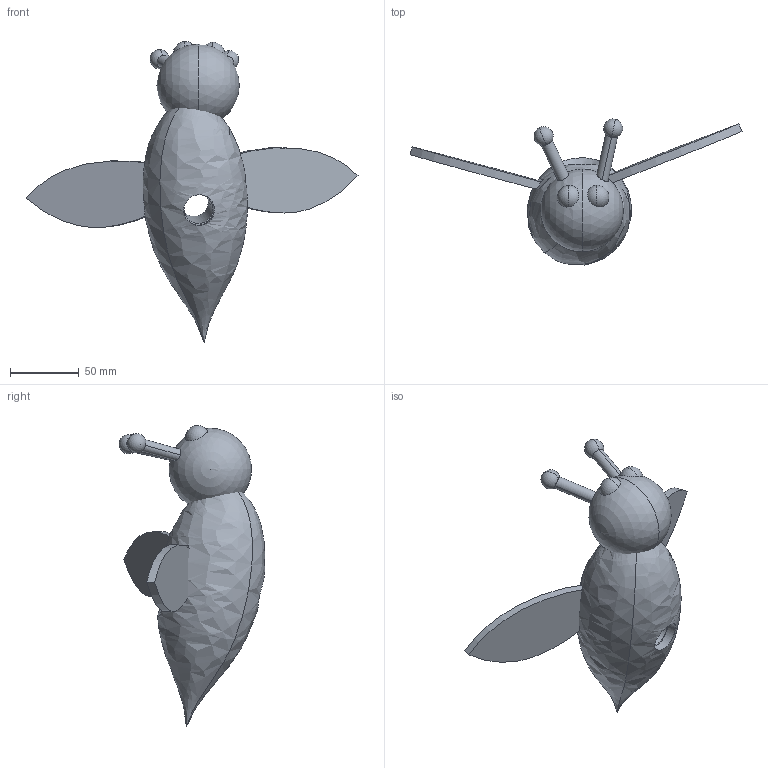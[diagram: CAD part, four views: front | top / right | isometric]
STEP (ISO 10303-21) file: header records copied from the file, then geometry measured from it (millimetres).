
FILE_DESCRIPTION (( 'STEP AP214' ), '1' );
FILE_NAME ('ape grande.STEP', '2015-06-26T12:20:41', ( '' ), ( '' ), 'SwSTEP 2.0', 'SolidWorks 2013', '' );
FILE_SCHEMA (( 'AUTOMOTIVE_DESIGN' ));
Length unit declared in the file: millimetre
Products named in the file (4): ala grande; corpo grande; testa grande; ape grande
Assembly tree (4 placements, depth 2):
  ape grande
    testa grande
    corpo grande
    ala grande  x2
Bounding box: 241.68 x 106.15 x 219.11 mm (x, y, z)
Volume: 571848.2 mm3; surface area: 71676.2 mm2
Topology: 4 solids, 4 shells, 45 faces, 122 edges, 75 vertices
Faces by surface type: bspline 10, plane 9, sphere 8, cylinder 8, cone 6, torus 4
Entity records: 2214 total; most frequent: CARTESIAN_POINT 1246, ORIENTED_EDGE 182, DIRECTION 138, EDGE_CURVE 91, VERTEX_POINT 62, AXIS2_PLACEMENT_3D 60, B_SPLINE_CURVE_WITH_KNOTS 51, EDGE_LOOP 49
